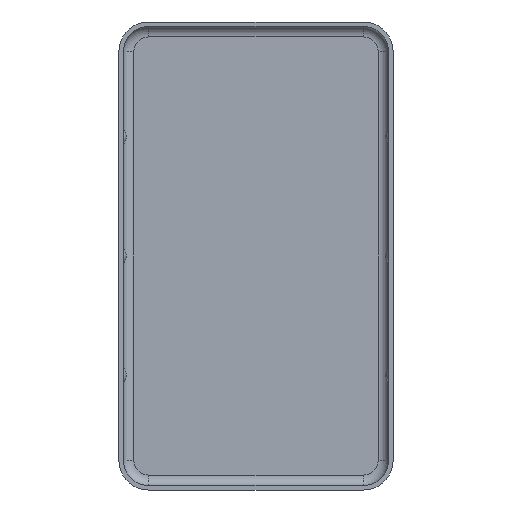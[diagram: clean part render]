
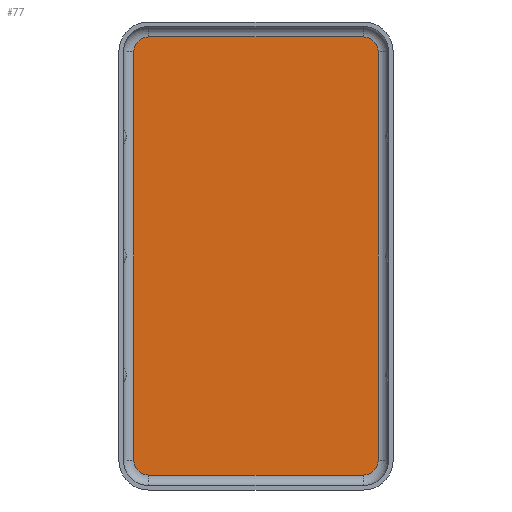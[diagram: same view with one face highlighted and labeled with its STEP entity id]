
A CAD part, front view. The second image highlights one B-rep face of the part: STEP entity #77.
In plain terms, the highlighted planar face has unit normal (0, -1, 0).
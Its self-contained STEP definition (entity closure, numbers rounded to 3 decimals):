
#77 = ADVANCED_FACE( 'NONE', ( #191 ), #192, .T. );
#191 = FACE_OUTER_BOUND( '', #352, .T. );
#192 = PLANE( '', #353 );
#352 = EDGE_LOOP( '', ( #519, #520, #521, #522, #523, #524, #525, #526 ) );
#353 = AXIS2_PLACEMENT_3D( '', #527, #528, #529 );
#519 = ORIENTED_EDGE( '', *, *, #872, .F. );
#520 = ORIENTED_EDGE( '', *, *, #882, .F. );
#521 = ORIENTED_EDGE( '', *, *, #883, .F. );
#522 = ORIENTED_EDGE( '', *, *, #884, .T. );
#523 = ORIENTED_EDGE( '', *, *, #885, .T. );
#524 = ORIENTED_EDGE( '', *, *, #886, .F. );
#525 = ORIENTED_EDGE( '', *, *, #887, .T. );
#526 = ORIENTED_EDGE( '', *, *, #888, .T. );
#527 = CARTESIAN_POINT( '', ( 7.2, 0., -13.7 ) );
#528 = DIRECTION( '', ( 0., -1., 0. ) );
#529 = DIRECTION( '', ( 0., 0., -1. ) );
#872 = EDGE_CURVE( 'NONE', #1012, #1014, #1015, .T. );
#882 = EDGE_CURVE( 'NONE', #1030, #1012, #1031, .T. );
#883 = EDGE_CURVE( 'NONE', #1032, #1030, #1033, .T. );
#884 = EDGE_CURVE( 'NONE', #1032, #1034, #1035, .T. );
#885 = EDGE_CURVE( 'NONE', #1034, #1036, #1037, .T. );
#886 = EDGE_CURVE( 'NONE', #1038, #1036, #1039, .T. );
#887 = EDGE_CURVE( 'NONE', #1038, #1040, #1041, .T. );
#888 = EDGE_CURVE( 'NONE', #1040, #1014, #1042, .T. );
#1012 = VERTEX_POINT( 'NONE', #1212 );
#1014 = VERTEX_POINT( 'NONE', #1214 );
#1015 = LINE( '', #1215, #1216 );
#1030 = VERTEX_POINT( 'NONE', #1233 );
#1031 = CIRCLE( '', #1234, 1. );
#1032 = VERTEX_POINT( 'NONE', #1235 );
#1033 = LINE( '', #1236, #1237 );
#1034 = VERTEX_POINT( 'NONE', #1238 );
#1035 = CIRCLE( '', #1239, 1. );
#1036 = VERTEX_POINT( 'NONE', #1240 );
#1037 = LINE( '', #1241, #1242 );
#1038 = VERTEX_POINT( 'NONE', #1243 );
#1039 = CIRCLE( '', #1244, 1. );
#1040 = VERTEX_POINT( 'NONE', #1245 );
#1041 = LINE( '', #1246, #1247 );
#1042 = CIRCLE( '', #1248, 1. );
#1212 = CARTESIAN_POINT( '', ( 7.2, 0., -14.7 ) );
#1214 = CARTESIAN_POINT( '', ( -7.2, 0., -14.7 ) );
#1215 = CARTESIAN_POINT( '', ( 7.2, 0., -14.7 ) );
#1216 = VECTOR( '', #1450, 1000. );
#1233 = CARTESIAN_POINT( '', ( 8.2, 0., -13.7 ) );
#1234 = AXIS2_PLACEMENT_3D( '', #1465, #1466, #1467 );
#1235 = CARTESIAN_POINT( '', ( 8.2, 0., 13.7 ) );
#1236 = CARTESIAN_POINT( '', ( 8.2, 0., 0. ) );
#1237 = VECTOR( '', #1468, 1000. );
#1238 = CARTESIAN_POINT( '', ( 7.2, 0., 14.7 ) );
#1239 = AXIS2_PLACEMENT_3D( '', #1469, #1470, #1471 );
#1240 = CARTESIAN_POINT( '', ( -7.2, 0., 14.7 ) );
#1241 = CARTESIAN_POINT( '', ( 7.2, 0., 14.7 ) );
#1242 = VECTOR( '', #1472, 1000. );
#1243 = CARTESIAN_POINT( '', ( -8.2, 0., 13.7 ) );
#1244 = AXIS2_PLACEMENT_3D( '', #1473, #1474, #1475 );
#1245 = CARTESIAN_POINT( '', ( -8.2, 0., -13.7 ) );
#1246 = CARTESIAN_POINT( '', ( -8.2, 0., 0. ) );
#1247 = VECTOR( '', #1476, 1000. );
#1248 = AXIS2_PLACEMENT_3D( '', #1477, #1478, #1479 );
#1450 = DIRECTION( '', ( -1., 0., 0. ) );
#1465 = CARTESIAN_POINT( '', ( 7.2, 0., -13.7 ) );
#1466 = DIRECTION( '', ( 0., 1., 0. ) );
#1467 = DIRECTION( '', ( 0., 0., 1. ) );
#1468 = DIRECTION( '', ( 0., 0., -1. ) );
#1469 = CARTESIAN_POINT( '', ( 7.2, 0., 13.7 ) );
#1470 = DIRECTION( '', ( 0., -1., 0. ) );
#1471 = DIRECTION( '', ( 0., 0., -1. ) );
#1472 = DIRECTION( '', ( -1., 0., 0. ) );
#1473 = CARTESIAN_POINT( '', ( -7.2, 0., 13.7 ) );
#1474 = DIRECTION( '', ( 0., 1., 0. ) );
#1475 = DIRECTION( '', ( 0., 0., -1. ) );
#1476 = DIRECTION( '', ( 0., 0., -1. ) );
#1477 = CARTESIAN_POINT( '', ( -7.2, 0., -13.7 ) );
#1478 = DIRECTION( '', ( 0., -1., 0. ) );
#1479 = DIRECTION( '', ( 0., 0., 1. ) );
